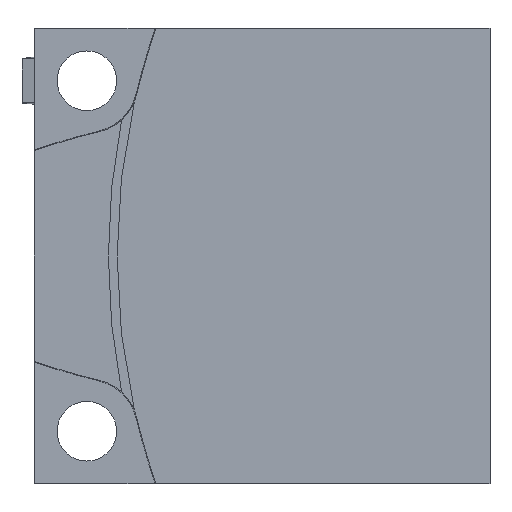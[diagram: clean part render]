
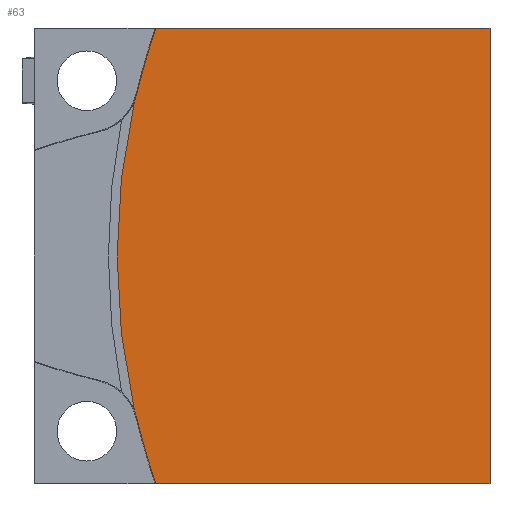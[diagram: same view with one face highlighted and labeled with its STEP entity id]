
A CAD part, left-side view. The second image highlights one B-rep face of the part: STEP entity #63.
In plain terms, the highlighted planar face has unit normal (-1, 0, 0).
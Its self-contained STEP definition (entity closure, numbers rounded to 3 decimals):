
#63=ADVANCED_FACE('',(#201),#202,.F.);
#201=FACE_OUTER_BOUND('',#481,.T.);
#202=PLANE('',#482);
#481=EDGE_LOOP('',(#768,#769,#770,#771,#772,#773,#774,#775));
#482=AXIS2_PLACEMENT_3D('',#776,#777,#778);
#768=ORIENTED_EDGE('',*,*,#1921,.F.);
#769=ORIENTED_EDGE('',*,*,#1922,.T.);
#770=ORIENTED_EDGE('',*,*,#1923,.F.);
#771=ORIENTED_EDGE('',*,*,#1924,.F.);
#772=ORIENTED_EDGE('',*,*,#1925,.F.);
#773=ORIENTED_EDGE('',*,*,#1926,.T.);
#774=ORIENTED_EDGE('',*,*,#1927,.F.);
#775=ORIENTED_EDGE('',*,*,#1928,.T.);
#776=CARTESIAN_POINT('',(-13.0,0.0,0.0));
#777=DIRECTION('',(1.0,0.0,0.0));
#778=DIRECTION('',(0.0,1.0,0.0));
#1921=EDGE_CURVE('',#2301,#2302,#2303,.T.);
#1922=EDGE_CURVE('',#2301,#2304,#2305,.T.);
#1923=EDGE_CURVE('',#2306,#2304,#2307,.T.);
#1924=EDGE_CURVE('',#2308,#2306,#2309,.T.);
#1925=EDGE_CURVE('',#2310,#2308,#2311,.T.);
#1926=EDGE_CURVE('',#2310,#2312,#2313,.T.);
#1927=EDGE_CURVE('',#2314,#2312,#2315,.T.);
#1928=EDGE_CURVE('',#2314,#2302,#2316,.T.);
#2301=VERTEX_POINT('',#2924);
#2302=VERTEX_POINT('',#2925);
#2303=CIRCLE('',#2926,2.837);
#2304=VERTEX_POINT('',#2927);
#2305=CIRCLE('',#2928,39.963);
#2306=VERTEX_POINT('',#2929);
#2307=LINE('',#2930,#2931);
#2308=VERTEX_POINT('',#2932);
#2309=LINE('',#2933,#2934);
#2310=VERTEX_POINT('',#2935);
#2311=LINE('',#2936,#2937);
#2312=VERTEX_POINT('',#2938);
#2313=CIRCLE('',#2939,39.963);
#2314=VERTEX_POINT('',#2940);
#2315=CIRCLE('',#2941,2.837);
#2316=CIRCLE('',#2942,40.0);
#2924=CARTESIAN_POINT('',(-13.0,7.16,-9.202));
#2925=CARTESIAN_POINT('',(-13.0,7.296,-8.78));
#2926=AXIS2_PLACEMENT_3D('',#4150,#4151,#4152);
#2927=CARTESIAN_POINT('',(-13.0,6.061,-13.0));
#2928=AXIS2_PLACEMENT_3D('',#4153,#4154,#4155);
#2929=CARTESIAN_POINT('',(-13.0,-13.0,-13.0));
#2930=CARTESIAN_POINT('',(-13.0,-13.0,-13.0));
#2931=VECTOR('',#4156,19.061);
#2932=CARTESIAN_POINT('',(-13.0,-13.0,13.0));
#2933=CARTESIAN_POINT('',(-13.0,-13.0,13.0));
#2934=VECTOR('',#4157,26.0);
#2935=CARTESIAN_POINT('',(-13.0,6.061,13.0));
#2936=CARTESIAN_POINT('',(-13.0,6.061,13.0));
#2937=VECTOR('',#4158,19.061);
#2938=CARTESIAN_POINT('',(-13.0,7.16,9.202));
#2939=AXIS2_PLACEMENT_3D('',#4159,#4160,#4161);
#2940=CARTESIAN_POINT('',(-13.0,7.296,8.78));
#2941=AXIS2_PLACEMENT_3D('',#4162,#4163,#4164);
#2942=AXIS2_PLACEMENT_3D('',#4165,#4166,#4167);
#4150=CARTESIAN_POINT('',(-13.0,9.921,-9.856));
#4151=DIRECTION('',(-1.0,0.0,0.0));
#4152=DIRECTION('',(0.0,-0.973,0.23));
#4153=CARTESIAN_POINT('',(-13.0,-31.729,0.0));
#4154=DIRECTION('',(-1.0,0.0,0.0));
#4155=DIRECTION('',(0.0,0.973,-0.23));
#4156=DIRECTION('',(0.0,1.0,0.0));
#4157=DIRECTION('',(0.0,0.0,-1.0));
#4158=DIRECTION('',(0.0,-1.0,0.0));
#4159=CARTESIAN_POINT('',(-13.0,-31.729,0.0));
#4160=DIRECTION('',(-1.0,0.0,0.0));
#4161=DIRECTION('',(0.0,0.946,0.325));
#4162=CARTESIAN_POINT('',(-13.0,9.921,9.856));
#4163=DIRECTION('',(-1.0,-0.0,0.0));
#4164=DIRECTION('',(0.0,-0.925,-0.379));
#4165=CARTESIAN_POINT('',(-13.0,-31.729,0.0));
#4166=DIRECTION('',(-1.0,0.0,0.0));
#4167=DIRECTION('',(0.0,0.976,0.22));
